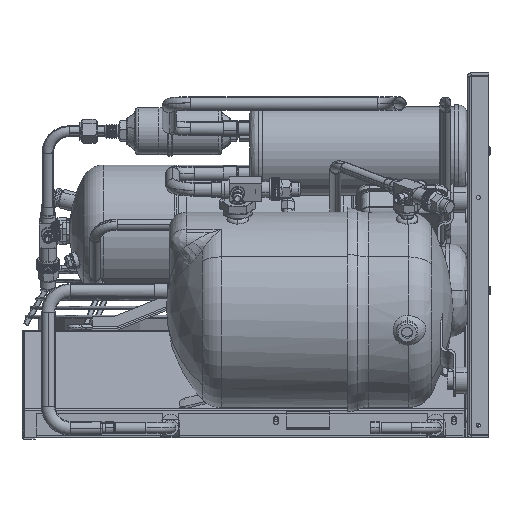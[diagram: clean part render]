
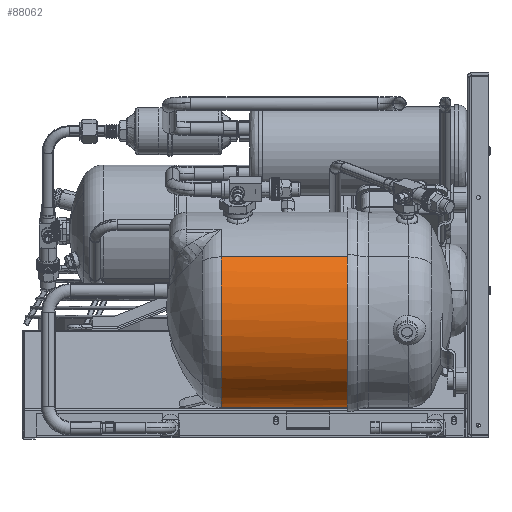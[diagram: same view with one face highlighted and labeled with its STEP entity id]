
A CAD part, left-side view. The second image highlights one B-rep face of the part: STEP entity #88062.
In plain terms, the highlighted cylindrical face has radius 112.5 mm (diameter 225 mm), a partial arc.
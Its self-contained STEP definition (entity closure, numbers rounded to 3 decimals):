
#101 = DIRECTION ( 'NONE',  ( 0., -1., 0. ) ) ;
#2272 = CARTESIAN_POINT ( 'NONE',  ( 0., 121.8, -112.5 ) ) ;
#2701 = LINE ( 'NONE', #3564, #131170 ) ;
#3564 = CARTESIAN_POINT ( 'NONE',  ( 64.495, 240., 92.177 ) ) ;
#4741 = ORIENTED_EDGE ( 'NONE', *, *, #45922, .T. ) ;
#5198 = EDGE_CURVE ( 'NONE', #97314, #21204, #109917, .T. ) ;
#7522 = EDGE_CURVE ( 'NONE', #27521, #21204, #124853, .T. ) ;
#9219 = CARTESIAN_POINT ( 'NONE',  ( 47.58, 240., 101.943 ) ) ;
#11682 = CARTESIAN_POINT ( 'NONE',  ( 47.58, 267.142, 101.943 ) ) ;
#13720 = DIRECTION ( 'NONE',  ( 0., -1., 0. ) ) ;
#14639 = CIRCLE ( 'NONE', #59079, 112.5 ) ;
#19697 = AXIS2_PLACEMENT_3D ( 'NONE', #110352, #49709, #120601 ) ;
#21204 = VERTEX_POINT ( 'NONE', #9219 ) ;
#25132 = VERTEX_POINT ( 'NONE', #123204 ) ;
#25460 = CIRCLE ( 'NONE', #39702, 112.5 ) ;
#27521 = VERTEX_POINT ( 'NONE', #11682 ) ;
#28198 = DIRECTION ( 'NONE',  ( 0., -1., 0. ) ) ;
#29491 = CARTESIAN_POINT ( 'NONE',  ( 0., 240., 0. ) ) ;
#29740 = EDGE_CURVE ( 'NONE', #64796, #86343, #61491, .T. ) ;
#29913 = CARTESIAN_POINT ( 'NONE',  ( 64.495, 240., 92.177 ) ) ;
#30364 = VECTOR ( 'NONE', #13720, 1000. ) ;
#31498 = CARTESIAN_POINT ( 'NONE',  ( 64.495, 267.142, 92.177 ) ) ;
#33210 = EDGE_LOOP ( 'NONE', ( #77002, #81553, #34223, #53069, #106220, #4741, #34916, #89916 ) ) ;
#33823 = CARTESIAN_POINT ( 'NONE',  ( 0., 121.8, 0. ) ) ;
#34223 = ORIENTED_EDGE ( 'NONE', *, *, #73160, .F. ) ;
#34490 = VECTOR ( 'NONE', #79420, 1000. ) ;
#34916 = ORIENTED_EDGE ( 'NONE', *, *, #5198, .T. ) ;
#34997 = DIRECTION ( 'NONE',  ( 0., -1., 0. ) ) ;
#39051 = VERTEX_POINT ( 'NONE', #31498 ) ;
#39702 = AXIS2_PLACEMENT_3D ( 'NONE', #33823, #104654, #44044 ) ;
#39712 = DIRECTION ( 'NONE',  ( 0., 0., -1. ) ) ;
#44044 = DIRECTION ( 'NONE',  ( 0., 0., -1. ) ) ;
#45922 = EDGE_CURVE ( 'NONE', #39051, #97314, #2701, .T. ) ;
#48786 = CARTESIAN_POINT ( 'NONE',  ( 0., 0., -112.5 ) ) ;
#49667 = VERTEX_POINT ( 'NONE', #73412 ) ;
#49709 = DIRECTION ( 'NONE',  ( 0., -1., 0. ) ) ;
#53069 = ORIENTED_EDGE ( 'NONE', *, *, #29740, .F. ) ;
#55834 = DIRECTION ( 'NONE',  ( 0., 0., -1. ) ) ;
#57407 = LINE ( 'NONE', #74528, #30364 ) ;
#59079 = AXIS2_PLACEMENT_3D ( 'NONE', #88955, #28198, #99069 ) ;
#61491 = LINE ( 'NONE', #48786, #34490 ) ;
#64796 = VERTEX_POINT ( 'NONE', #109219 ) ;
#73160 = EDGE_CURVE ( 'NONE', #86343, #49667, #25460, .T. ) ;
#73412 = CARTESIAN_POINT ( 'NONE',  ( 0., 121.8, 112.5 ) ) ;
#74528 = CARTESIAN_POINT ( 'NONE',  ( 0., 0., 112.5 ) ) ;
#75575 = CYLINDRICAL_SURFACE ( 'NONE', #117859, 112.5 ) ;
#76671 = EDGE_CURVE ( 'NONE', #25132, #49667, #57407, .T. ) ;
#77002 = ORIENTED_EDGE ( 'NONE', *, *, #123133, .T. ) ;
#79420 = DIRECTION ( 'NONE',  ( 0., -1., 0. ) ) ;
#81553 = ORIENTED_EDGE ( 'NONE', *, *, #76671, .T. ) ;
#86343 = VERTEX_POINT ( 'NONE', #2272 ) ;
#88062 = ADVANCED_FACE ( 'NONE', ( #88189 ), #75575, .T. ) ;
#88189 = FACE_OUTER_BOUND ( 'NONE', #33210, .T. ) ;
#88955 = CARTESIAN_POINT ( 'NONE',  ( 0., 267.142, 0. ) ) ;
#89916 = ORIENTED_EDGE ( 'NONE', *, *, #7522, .F. ) ;
#94584 = VECTOR ( 'NONE', #101, 1000. ) ;
#94687 = DIRECTION ( 'NONE',  ( 0., -1., 0. ) ) ;
#97314 = VERTEX_POINT ( 'NONE', #29913 ) ;
#99069 = DIRECTION ( 'NONE',  ( 0., 0., -1. ) ) ;
#100361 = DIRECTION ( 'NONE',  ( 0., -1., 0. ) ) ;
#104227 = AXIS2_PLACEMENT_3D ( 'NONE', #29491, #100361, #39712 ) ;
#104654 = DIRECTION ( 'NONE',  ( 0., -1., 0. ) ) ;
#106220 = ORIENTED_EDGE ( 'NONE', *, *, #120432, .T. ) ;
#109219 = CARTESIAN_POINT ( 'NONE',  ( 0., 267.142, -112.5 ) ) ;
#109917 = CIRCLE ( 'NONE', #104227, 112.5 ) ;
#110352 = CARTESIAN_POINT ( 'NONE',  ( 0., 267.142, 0. ) ) ;
#116552 = CARTESIAN_POINT ( 'NONE',  ( 0., 0., 0. ) ) ;
#116814 = CIRCLE ( 'NONE', #19697, 112.5 ) ;
#117859 = AXIS2_PLACEMENT_3D ( 'NONE', #116552, #34997, #55834 ) ;
#120432 = EDGE_CURVE ( 'NONE', #64796, #39051, #116814, .T. ) ;
#120601 = DIRECTION ( 'NONE',  ( 0., 0., -1. ) ) ;
#121478 = CARTESIAN_POINT ( 'NONE',  ( 47.58, 240., 101.943 ) ) ;
#123133 = EDGE_CURVE ( 'NONE', #27521, #25132, #14639, .T. ) ;
#123204 = CARTESIAN_POINT ( 'NONE',  ( 0., 267.142, 112.5 ) ) ;
#124853 = LINE ( 'NONE', #121478, #94584 ) ;
#131170 = VECTOR ( 'NONE', #94687, 1000. ) ;
